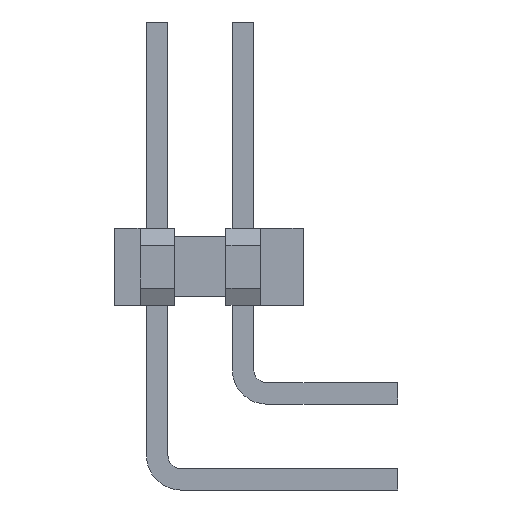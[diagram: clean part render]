
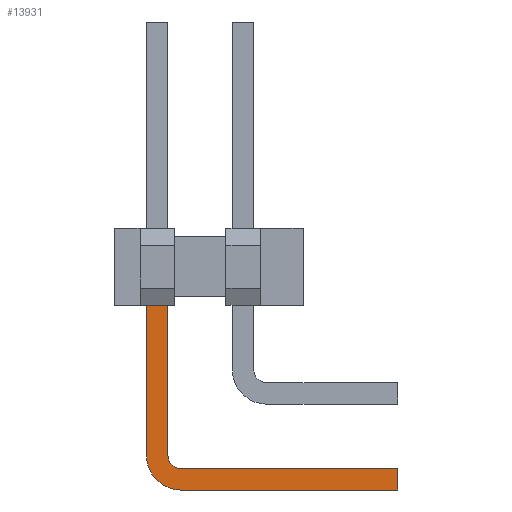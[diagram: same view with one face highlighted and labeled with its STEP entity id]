
A CAD part, left-side view. The second image highlights one B-rep face of the part: STEP entity #13931.
In plain terms, the highlighted planar face has unit normal (-1, 0, 0).
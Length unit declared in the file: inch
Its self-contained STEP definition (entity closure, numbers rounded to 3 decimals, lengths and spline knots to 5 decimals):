
#2377=DIRECTION('',(0.,1.,0.));
#2378=VECTOR('',#2377,0.025);
#2379=CARTESIAN_POINT('',(-0.4125,0.0375,-0.045));
#2380=LINE('',#2379,#2378);
#4851=DIRECTION('',(0.,0.,-1.));
#4852=VECTOR('',#4851,0.175);
#4853=CARTESIAN_POINT('',(-0.4125,0.0375,-0.045));
#4854=LINE('',#4853,#4852);
#4855=CARTESIAN_POINT('',(-0.4125,0.0225,-0.22));
#4856=DIRECTION('',(-1.,0.,0.));
#4857=DIRECTION('',(0.,1.,0.));
#4858=AXIS2_PLACEMENT_3D('',#4855,#4856,#4857);
#4860=DIRECTION('',(0.,-1.,0.));
#4861=VECTOR('',#4860,0.2525);
#4862=CARTESIAN_POINT('',(-0.4125,0.0225,-0.235));
#4863=LINE('',#4862,#4861);
#4864=DIRECTION('',(0.,0.,-1.));
#4865=VECTOR('',#4864,0.025);
#4866=CARTESIAN_POINT('',(-0.4125,-0.23,-0.235));
#4867=LINE('',#4866,#4865);
#4868=DIRECTION('',(0.,1.,0.));
#4869=VECTOR('',#4868,0.2525);
#4870=CARTESIAN_POINT('',(-0.4125,-0.23,-0.26));
#4871=LINE('',#4870,#4869);
#4872=CARTESIAN_POINT('',(-0.4125,0.0225,-0.22));
#4873=DIRECTION('',(1.,0.,0.));
#4874=DIRECTION('',(0.,0.,-1.));
#4875=AXIS2_PLACEMENT_3D('',#4872,#4873,#4874);
#4877=DIRECTION('',(0.,0.,1.));
#4878=VECTOR('',#4877,0.175);
#4879=CARTESIAN_POINT('',(-0.4125,0.0625,-0.22));
#4880=LINE('',#4879,#4878);
#6717=CARTESIAN_POINT('',(-0.4125,0.0375,-0.22));
#6718=CARTESIAN_POINT('',(-0.4125,0.0225,-0.235));
#6719=VERTEX_POINT('',#6717);
#6720=VERTEX_POINT('',#6718);
#6721=CARTESIAN_POINT('',(-0.4125,-0.23,-0.235));
#6722=VERTEX_POINT('',#6721);
#6723=CARTESIAN_POINT('',(-0.4125,-0.23,-0.26));
#6724=VERTEX_POINT('',#6723);
#6725=CARTESIAN_POINT('',(-0.4125,0.0225,-0.26));
#6726=VERTEX_POINT('',#6725);
#6727=CARTESIAN_POINT('',(-0.4125,0.0625,-0.22));
#6728=VERTEX_POINT('',#6727);
#6785=CARTESIAN_POINT('',(-0.4125,0.0375,-0.045));
#6786=CARTESIAN_POINT('',(-0.4125,0.0625,-0.045));
#6787=VERTEX_POINT('',#6785);
#6788=VERTEX_POINT('',#6786);
#13909=CARTESIAN_POINT('',(-0.4125,0.,0.));
#13910=DIRECTION('',(1.,0.,0.));
#13911=DIRECTION('',(0.,0.,-1.));
#13912=AXIS2_PLACEMENT_3D('',#13909,#13910,#13911);
#13913=PLANE('',#13912);
#13914=ORIENTED_EDGE('',*,*,#9185,.F.);
#13916=ORIENTED_EDGE('',*,*,#13915,.T.);
#13918=ORIENTED_EDGE('',*,*,#13917,.T.);
#13920=ORIENTED_EDGE('',*,*,#13919,.T.);
#13922=ORIENTED_EDGE('',*,*,#13921,.T.);
#13924=ORIENTED_EDGE('',*,*,#13923,.T.);
#13926=ORIENTED_EDGE('',*,*,#13925,.T.);
#13928=ORIENTED_EDGE('',*,*,#13927,.T.);
#13929=EDGE_LOOP('',(#13914,#13916,#13918,#13920,#13922,#13924,#13926,#13928));
#13930=FACE_OUTER_BOUND('',#13929,.F.);
#13931=ADVANCED_FACE('',(#13930),#13913,.F.);
#4859=CIRCLE('',#4858,0.015);
#4876=CIRCLE('',#4875,0.04);
#9185=EDGE_CURVE('',#6787,#6788,#2380,.T.);
#13915=EDGE_CURVE('',#6787,#6719,#4854,.T.);
#13917=EDGE_CURVE('',#6719,#6720,#4859,.T.);
#13919=EDGE_CURVE('',#6720,#6722,#4863,.T.);
#13921=EDGE_CURVE('',#6722,#6724,#4867,.T.);
#13923=EDGE_CURVE('',#6724,#6726,#4871,.T.);
#13925=EDGE_CURVE('',#6726,#6728,#4876,.T.);
#13927=EDGE_CURVE('',#6728,#6788,#4880,.T.);
